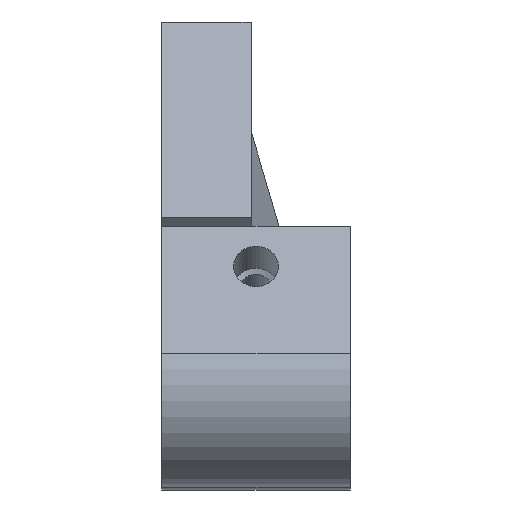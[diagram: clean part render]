
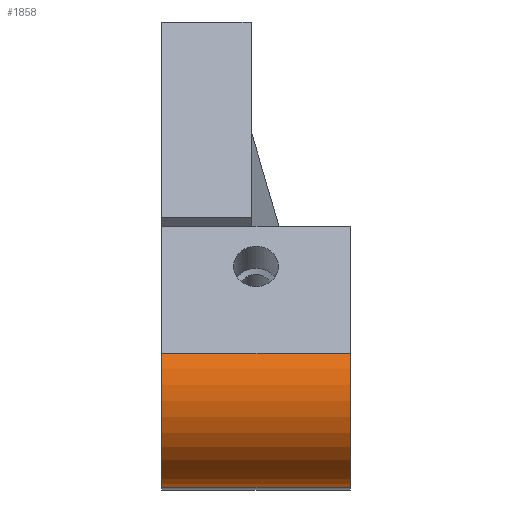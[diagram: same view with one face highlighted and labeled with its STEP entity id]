
A CAD part, top view. The second image highlights one B-rep face of the part: STEP entity #1858.
In plain terms, the highlighted cylindrical face has radius 9.5 mm (diameter 19 mm), a partial arc.
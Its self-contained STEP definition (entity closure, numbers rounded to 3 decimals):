
#51 = PLANE('',#52);
#52 = AXIS2_PLACEMENT_3D('',#53,#54,#55);
#53 = CARTESIAN_POINT('',(-45.034,-14.428,
    63.39));
#54 = DIRECTION('',(1.,0.,0.));
#55 = DIRECTION('',(0.,0.,1.));
#482 = VERTEX_POINT('',#483);
#483 = CARTESIAN_POINT('',(-45.034,-25.785,
    140.45));
#497 = PLANE('',#498);
#498 = AXIS2_PLACEMENT_3D('',#499,#500,#501);
#499 = CARTESIAN_POINT('',(-35.534,-19.394,137.47
    ));
#500 = DIRECTION('',(0.,0.423,0.906)
  );
#501 = DIRECTION('',(0.,-0.906,0.423)
  );
#509 = EDGE_CURVE('',#510,#482,#512,.T.);
#510 = VERTEX_POINT('',#511);
#511 = CARTESIAN_POINT('',(-45.034,-33.815,
    123.231));
#512 = SURFACE_CURVE('',#513,(#518,#529),.PCURVE_S1.);
#513 = CIRCLE('',#514,9.5);
#514 = AXIS2_PLACEMENT_3D('',#515,#516,#517);
#515 = CARTESIAN_POINT('',(-45.034,-29.8,
    131.84));
#516 = DIRECTION('',(-1.,0.,0.));
#517 = DIRECTION('',(0.,-1.,0.));
#518 = PCURVE('',#51,#519);
#519 = DEFINITIONAL_REPRESENTATION('',(#520),#528);
#520 = ( BOUNDED_CURVE() B_SPLINE_CURVE(2,(#521,#522,#523,#524,#525,#526
,#527),.UNSPECIFIED.,.T.,.F.) B_SPLINE_CURVE_WITH_KNOTS((1,2,2,2,2,1),(
    -2.094,0.,2.094,4.189,6.283,
8.378),.UNSPECIFIED.) CURVE() GEOMETRIC_REPRESENTATION_ITEM() 
RATIONAL_B_SPLINE_CURVE((1.,0.5,1.,0.5,1.,0.5,1.)) REPRESENTATION_ITEM(
  '') );
#521 = CARTESIAN_POINT('',(68.45,24.872));
#522 = CARTESIAN_POINT('',(84.905,24.872));
#523 = CARTESIAN_POINT('',(76.678,10.622));
#524 = CARTESIAN_POINT('',(68.45,-3.628));
#525 = CARTESIAN_POINT('',(60.223,10.622));
#526 = CARTESIAN_POINT('',(51.996,24.872));
#527 = CARTESIAN_POINT('',(68.45,24.872));
#528 = ( GEOMETRIC_REPRESENTATION_CONTEXT(2) 
PARAMETRIC_REPRESENTATION_CONTEXT() REPRESENTATION_CONTEXT('2D SPACE',''
  ) );
#529 = PCURVE('',#530,#535);
#530 = CYLINDRICAL_SURFACE('',#531,9.5);
#531 = AXIS2_PLACEMENT_3D('',#532,#533,#534);
#532 = CARTESIAN_POINT('',(-45.034,-29.8,
    131.84));
#533 = DIRECTION('',(-1.,0.,0.));
#534 = DIRECTION('',(0.,-1.,0.));
#535 = DEFINITIONAL_REPRESENTATION('',(#536),#540);
#536 = LINE('',#537,#538);
#537 = CARTESIAN_POINT('',(-6.283,0.));
#538 = VECTOR('',#539,1.);
#539 = DIRECTION('',(1.,0.));
#540 = ( GEOMETRIC_REPRESENTATION_CONTEXT(2) 
PARAMETRIC_REPRESENTATION_CONTEXT() REPRESENTATION_CONTEXT('2D SPACE',''
  ) );
#558 = PLANE('',#559);
#559 = AXIS2_PLACEMENT_3D('',#560,#561,#562);
#560 = CARTESIAN_POINT('',(-35.175,-23.933,
    118.622));
#561 = DIRECTION('',(0.,-0.423,-0.906)
  );
#562 = DIRECTION('',(0.,0.906,-0.423)
  );
#1676 = EDGE_CURVE('',#510,#1677,#1679,.T.);
#1677 = VERTEX_POINT('',#1678);
#1678 = CARTESIAN_POINT('',(-26.034,-33.815,
    123.231));
#1679 = SURFACE_CURVE('',#1680,(#1684,#1691),.PCURVE_S1.);
#1680 = LINE('',#1681,#1682);
#1681 = CARTESIAN_POINT('',(-36.034,-33.815,
    123.231));
#1682 = VECTOR('',#1683,1.);
#1683 = DIRECTION('',(1.,0.,0.));
#1684 = PCURVE('',#558,#1685);
#1685 = DEFINITIONAL_REPRESENTATION('',(#1686),#1690);
#1686 = LINE('',#1687,#1688);
#1687 = CARTESIAN_POINT('',(-10.904,-0.859));
#1688 = VECTOR('',#1689,1.);
#1689 = DIRECTION('',(0.,1.));
#1690 = ( GEOMETRIC_REPRESENTATION_CONTEXT(2) 
PARAMETRIC_REPRESENTATION_CONTEXT() REPRESENTATION_CONTEXT('2D SPACE',''
  ) );
#1691 = PCURVE('',#530,#1692);
#1692 = DEFINITIONAL_REPRESENTATION('',(#1693),#1697);
#1693 = LINE('',#1694,#1695);
#1694 = CARTESIAN_POINT('',(-1.134,-9.));
#1695 = VECTOR('',#1696,1.);
#1696 = DIRECTION('',(0.,-1.));
#1697 = ( GEOMETRIC_REPRESENTATION_CONTEXT(2) 
PARAMETRIC_REPRESENTATION_CONTEXT() REPRESENTATION_CONTEXT('2D SPACE',''
  ) );
#1766 = PLANE('',#1767);
#1767 = AXIS2_PLACEMENT_3D('',#1768,#1769,#1770);
#1768 = CARTESIAN_POINT('',(-26.034,-23.914,
    58.439));
#1769 = DIRECTION('',(1.,0.,0.));
#1770 = DIRECTION('',(0.,0.,1.));
#1858 = ADVANCED_FACE('',(#1859),#530,.T.);
#1859 = FACE_BOUND('',#1860,.T.);
#1860 = EDGE_LOOP('',(#1861,#1885,#1906,#1907));
#1861 = ORIENTED_EDGE('',*,*,#1862,.F.);
#1862 = EDGE_CURVE('',#1863,#1677,#1865,.T.);
#1863 = VERTEX_POINT('',#1864);
#1864 = CARTESIAN_POINT('',(-26.034,-25.785,
    140.45));
#1865 = SURFACE_CURVE('',#1866,(#1871,#1878),.PCURVE_S1.);
#1866 = CIRCLE('',#1867,9.5);
#1867 = AXIS2_PLACEMENT_3D('',#1868,#1869,#1870);
#1868 = CARTESIAN_POINT('',(-26.034,-29.8,
    131.84));
#1869 = DIRECTION('',(1.,0.,0.));
#1870 = DIRECTION('',(0.,-1.,0.));
#1871 = PCURVE('',#530,#1872);
#1872 = DEFINITIONAL_REPRESENTATION('',(#1873),#1877);
#1873 = LINE('',#1874,#1875);
#1874 = CARTESIAN_POINT('',(6.283,-19.));
#1875 = VECTOR('',#1876,1.);
#1876 = DIRECTION('',(-1.,0.));
#1877 = ( GEOMETRIC_REPRESENTATION_CONTEXT(2) 
PARAMETRIC_REPRESENTATION_CONTEXT() REPRESENTATION_CONTEXT('2D SPACE',''
  ) );
#1878 = PCURVE('',#1766,#1879);
#1879 = DEFINITIONAL_REPRESENTATION('',(#1880),#1884);
#1880 = CIRCLE('',#1881,9.5);
#1881 = AXIS2_PLACEMENT_2D('',#1882,#1883);
#1882 = CARTESIAN_POINT('',(73.401,5.886));
#1883 = DIRECTION('',(0.,1.));
#1884 = ( GEOMETRIC_REPRESENTATION_CONTEXT(2) 
PARAMETRIC_REPRESENTATION_CONTEXT() REPRESENTATION_CONTEXT('2D SPACE',''
  ) );
#1885 = ORIENTED_EDGE('',*,*,#1886,.F.);
#1886 = EDGE_CURVE('',#482,#1863,#1887,.T.);
#1887 = SURFACE_CURVE('',#1888,(#1892,#1899),.PCURVE_S1.);
#1888 = LINE('',#1889,#1890);
#1889 = CARTESIAN_POINT('',(-45.034,-25.785,
    140.45));
#1890 = VECTOR('',#1891,1.);
#1891 = DIRECTION('',(1.,0.,0.));
#1892 = PCURVE('',#530,#1893);
#1893 = DEFINITIONAL_REPRESENTATION('',(#1894),#1898);
#1894 = LINE('',#1895,#1896);
#1895 = CARTESIAN_POINT('',(2.007,0.));
#1896 = VECTOR('',#1897,1.);
#1897 = DIRECTION('',(0.,-1.));
#1898 = ( GEOMETRIC_REPRESENTATION_CONTEXT(2) 
PARAMETRIC_REPRESENTATION_CONTEXT() REPRESENTATION_CONTEXT('2D SPACE',''
  ) );
#1899 = PCURVE('',#497,#1900);
#1900 = DEFINITIONAL_REPRESENTATION('',(#1901),#1905);
#1901 = LINE('',#1902,#1903);
#1902 = CARTESIAN_POINT('',(7.051,-9.5));
#1903 = VECTOR('',#1904,1.);
#1904 = DIRECTION('',(0.,1.));
#1905 = ( GEOMETRIC_REPRESENTATION_CONTEXT(2) 
PARAMETRIC_REPRESENTATION_CONTEXT() REPRESENTATION_CONTEXT('2D SPACE',''
  ) );
#1906 = ORIENTED_EDGE('',*,*,#509,.F.);
#1907 = ORIENTED_EDGE('',*,*,#1676,.T.);
